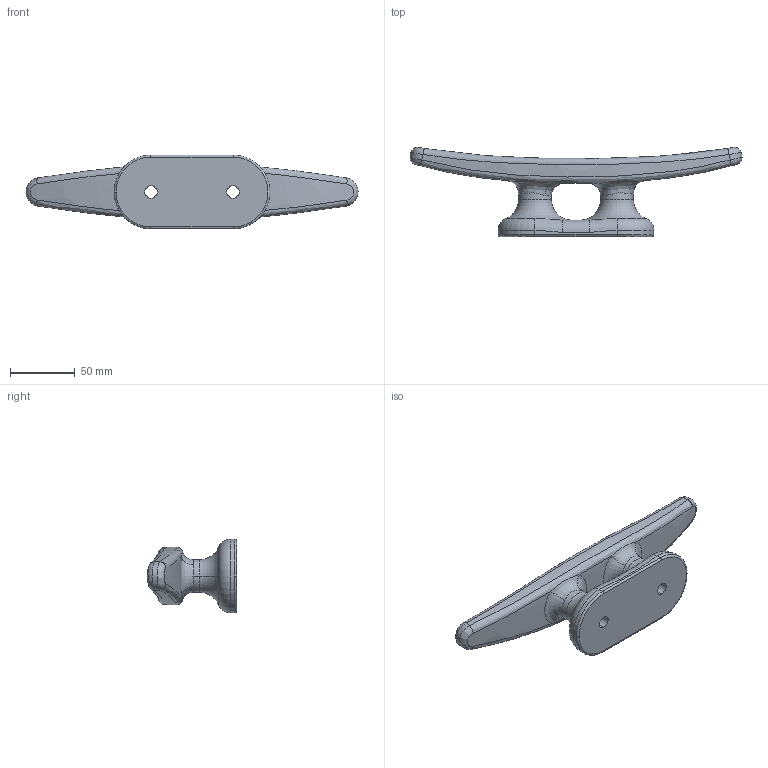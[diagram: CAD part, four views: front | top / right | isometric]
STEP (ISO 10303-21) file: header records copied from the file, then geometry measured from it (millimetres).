
FILE_DESCRIPTION (( 'STEP AP214' ), '1' );
FILE_NAME ('MARINE-CLEAT.STEP', '2011-12-02T04:50:50', ( '' ), ( '' ), 'SwSTEP 2.0', 'SolidWorks 2010', '' );
FILE_SCHEMA (( 'AUTOMOTIVE_DESIGN' ));
Length unit declared in the file: inch
Products named in the file (1): MARINE-CLEAT
Bounding box: 256.94 x 69.05 x 57.15 mm (x, y, z)
Volume: 253672.3 mm3; surface area: 45552.8 mm2
Topology: 1 solids, 1 shells, 70 faces, 167 edges, 99 vertices
Faces by surface type: bspline 32, cylinder 18, torus 14, plane 6
Entity records: 19194 total; most frequent: CARTESIAN_POINT 17715, ORIENTED_EDGE 334, DIRECTION 244, EDGE_CURVE 167, AXIS2_PLACEMENT_3D 110, VERTEX_POINT 99, EDGE_LOOP 76, B_SPLINE_CURVE_WITH_KNOTS 72
